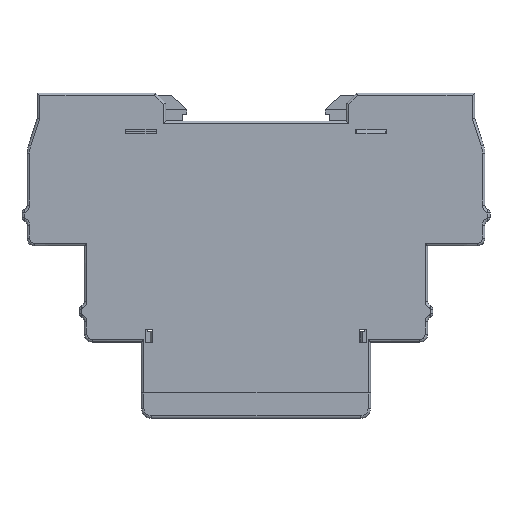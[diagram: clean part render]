
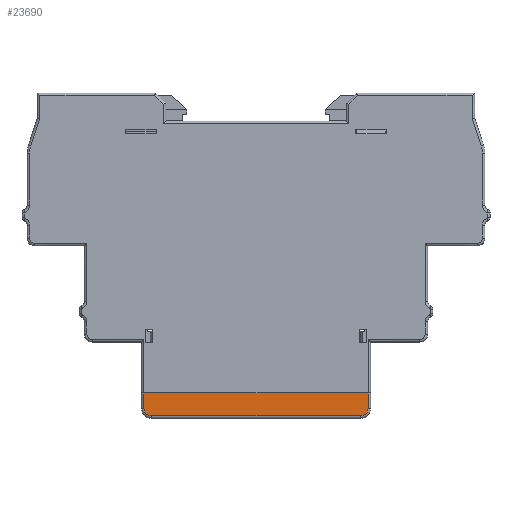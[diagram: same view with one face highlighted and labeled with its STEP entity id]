
A CAD part, left-side view. The second image highlights one B-rep face of the part: STEP entity #23690.
In plain terms, the highlighted planar face has unit normal (-1, 0, 0).
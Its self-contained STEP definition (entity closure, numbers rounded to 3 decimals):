
#17 = DIRECTION ( 'NONE',  ( 0., 0., -1. ) ) ;
#201 = CARTESIAN_POINT ( 'NONE',  ( -9., 22., 2. ) ) ;
#324 = ORIENTED_EDGE ( 'NONE', *, *, #29069, .F. ) ;
#1523 = ORIENTED_EDGE ( 'NONE', *, *, #22571, .T. ) ;
#1783 = FACE_OUTER_BOUND ( 'NONE', #25854, .T. ) ;
#2025 = VECTOR ( 'NONE', #11617, 1000. ) ;
#2856 = DIRECTION ( 'NONE',  ( 0., 0., -1. ) ) ;
#3630 = LINE ( 'NONE', #11513, #2025 ) ;
#5092 = CARTESIAN_POINT ( 'NONE',  ( -9., 22.5, 5. ) ) ;
#6536 = VERTEX_POINT ( 'NONE', #23329 ) ;
#8112 = VECTOR ( 'NONE', #2856, 1000. ) ;
#8574 = DIRECTION ( 'NONE',  ( 0., 0., 1. ) ) ;
#9066 = AXIS2_PLACEMENT_3D ( 'NONE', #10362, #28432, #12943 ) ;
#9128 = VECTOR ( 'NONE', #15887, 1000. ) ;
#9938 = LINE ( 'NONE', #26161, #9128 ) ;
#9950 = ORIENTED_EDGE ( 'NONE', *, *, #12687, .T. ) ;
#10362 = CARTESIAN_POINT ( 'NONE',  ( -9., -20.5, 2. ) ) ;
#11308 = ORIENTED_EDGE ( 'NONE', *, *, #15218, .T. ) ;
#11326 = CARTESIAN_POINT ( 'NONE',  ( -9., 20.5, 2. ) ) ;
#11513 = CARTESIAN_POINT ( 'NONE',  ( -9., 22.5, 5. ) ) ;
#11617 = DIRECTION ( 'NONE',  ( 0., -1., 0. ) ) ;
#12023 = VERTEX_POINT ( 'NONE', #22952 ) ;
#12687 = EDGE_CURVE ( 'NONE', #27676, #6536, #17090, .T. ) ;
#12751 = VERTEX_POINT ( 'NONE', #201 ) ;
#12943 = DIRECTION ( 'NONE',  ( 0., 0., -1. ) ) ;
#13014 = ORIENTED_EDGE ( 'NONE', *, *, #31538, .T. ) ;
#13901 = DIRECTION ( 'NONE',  ( 0., 0., -1. ) ) ;
#14786 = CARTESIAN_POINT ( 'NONE',  ( -9., 22., 5. ) ) ;
#15218 = EDGE_CURVE ( 'NONE', #28114, #12751, #22671, .T. ) ;
#15455 = DIRECTION ( 'NONE',  ( 1., 0., 0. ) ) ;
#15887 = DIRECTION ( 'NONE',  ( 0., -1., 0. ) ) ;
#17090 = CIRCLE ( 'NONE', #9066, 1.5 ) ;
#18172 = VECTOR ( 'NONE', #8574, 1000. ) ;
#18950 = CARTESIAN_POINT ( 'NONE',  ( -9., -22., 5. ) ) ;
#19502 = AXIS2_PLACEMENT_3D ( 'NONE', #11326, #29399, #13901 ) ;
#22571 = EDGE_CURVE ( 'NONE', #28147, #27676, #9938, .T. ) ;
#22671 = LINE ( 'NONE', #25996, #8112 ) ;
#22952 = CARTESIAN_POINT ( 'NONE',  ( -9., -22., 5. ) ) ;
#23329 = CARTESIAN_POINT ( 'NONE',  ( -9., -22., 2. ) ) ;
#23690 = ADVANCED_FACE ( 'NONE', ( #1783 ), #30993, .F. ) ;
#25854 = EDGE_LOOP ( 'NONE', ( #324, #11308, #13014, #1523, #9950, #30374 ) ) ;
#25996 = CARTESIAN_POINT ( 'NONE',  ( -9., 22., 5. ) ) ;
#26161 = CARTESIAN_POINT ( 'NONE',  ( -9., 22.5, 0.5 ) ) ;
#27676 = VERTEX_POINT ( 'NONE', #30931 ) ;
#28114 = VERTEX_POINT ( 'NONE', #14786 ) ;
#28147 = VERTEX_POINT ( 'NONE', #32906 ) ;
#28432 = DIRECTION ( 'NONE',  ( -1., 0., 0. ) ) ;
#28976 = EDGE_CURVE ( 'NONE', #6536, #12023, #32745, .T. ) ;
#29069 = EDGE_CURVE ( 'NONE', #28114, #12023, #3630, .T. ) ;
#29399 = DIRECTION ( 'NONE',  ( -1., 0., 0. ) ) ;
#30374 = ORIENTED_EDGE ( 'NONE', *, *, #28976, .T. ) ;
#30931 = CARTESIAN_POINT ( 'NONE',  ( -9., -20.5, 0.5 ) ) ;
#30993 = PLANE ( 'NONE',  #31640 ) ;
#31538 = EDGE_CURVE ( 'NONE', #12751, #28147, #32956, .T. ) ;
#31640 = AXIS2_PLACEMENT_3D ( 'NONE', #5092, #15455, #17 ) ;
#32745 = LINE ( 'NONE', #18950, #18172 ) ;
#32906 = CARTESIAN_POINT ( 'NONE',  ( -9., 20.5, 0.5 ) ) ;
#32956 = CIRCLE ( 'NONE', #19502, 1.5 ) ;
